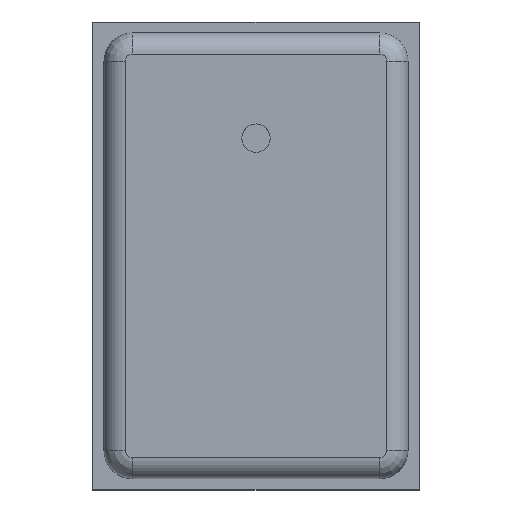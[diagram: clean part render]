
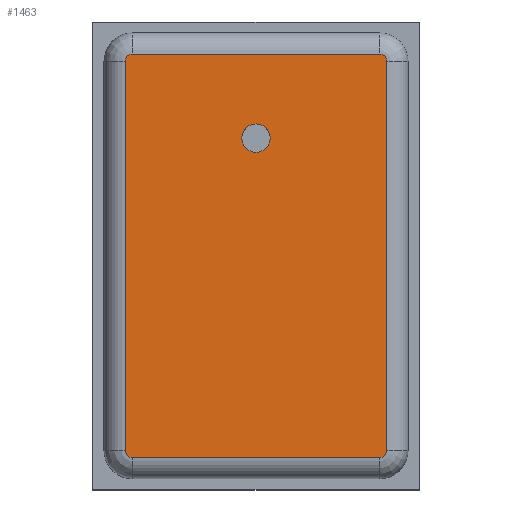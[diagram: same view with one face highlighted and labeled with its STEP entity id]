
A CAD part, top view. The second image highlights one B-rep face of the part: STEP entity #1463.
In plain terms, the highlighted planar face has unit normal (0, 0, 1).
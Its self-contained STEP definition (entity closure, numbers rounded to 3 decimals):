
#806=CARTESIAN_POINT('Vertex',(-0.872,-1.422,0.93)) ;
#813=CARTESIAN_POINT('Vertex',(0.872,-1.422,0.93)) ;
#816=CARTESIAN_POINT('Line Origine',(0.,-1.422,0.93)) ;
#843=CARTESIAN_POINT('Vertex',(0.922,-1.372,0.93)) ;
#846=CARTESIAN_POINT('Axis2P3D Location',(0.872,-1.372,0.93)) ;
#867=CARTESIAN_POINT('Vertex',(0.922,1.372,0.93)) ;
#870=CARTESIAN_POINT('Line Origine',(0.922,0.,0.93)) ;
#897=CARTESIAN_POINT('Vertex',(-0.922,-1.372,0.93)) ;
#900=CARTESIAN_POINT('Axis2P3D Location',(-0.872,-1.372,0.93)) ;
#921=CARTESIAN_POINT('Vertex',(-0.922,1.372,0.93)) ;
#924=CARTESIAN_POINT('Line Origine',(-0.922,0.,0.93)) ;
#958=CARTESIAN_POINT('Vertex',(0.872,1.422,0.93)) ;
#961=CARTESIAN_POINT('Axis2P3D Location',(0.872,1.372,0.93)) ;
#1005=CARTESIAN_POINT('Vertex',(-0.872,1.422,0.93)) ;
#1015=CARTESIAN_POINT('Axis2P3D Location',(-0.872,1.372,0.93)) ;
#1054=CARTESIAN_POINT('Line Origine',(0.,1.422,0.93)) ;
#1430=CARTESIAN_POINT('Axis2P3D Location',(0.,0.,0.93)) ;
#1445=CARTESIAN_POINT('Axis2P3D Location',(0.,0.83,0.93)) ;
#1449=CARTESIAN_POINT('Vertex',(0.1,0.83,0.93)) ;
#1451=CARTESIAN_POINT('Vertex',(-0.1,0.83,0.93)) ;
#1454=CARTESIAN_POINT('Axis2P3D Location',(0.,0.83,0.93)) ;
#817=DIRECTION('Vector Direction',(-1.,0.,0.)) ;
#847=DIRECTION('Axis2P3D Direction',(-0.,0.,1.)) ;
#871=DIRECTION('Vector Direction',(0.,-1.,0.)) ;
#901=DIRECTION('Axis2P3D Direction',(-0.,0.,1.)) ;
#925=DIRECTION('Vector Direction',(0.,1.,0.)) ;
#962=DIRECTION('Axis2P3D Direction',(0.,0.,1.)) ;
#1016=DIRECTION('Axis2P3D Direction',(0.,0.,1.)) ;
#1055=DIRECTION('Vector Direction',(1.,0.,0.)) ;
#1431=DIRECTION('Axis2P3D Direction',(0.,0.,1.)) ;
#1432=DIRECTION('Axis2P3D XDirection',(1.,0.,0.)) ;
#1446=DIRECTION('Axis2P3D Direction',(0.,0.,1.)) ;
#1455=DIRECTION('Axis2P3D Direction',(0.,0.,1.)) ;
#848=AXIS2_PLACEMENT_3D('Circle Axis2P3D',#846,#847,$) ;
#902=AXIS2_PLACEMENT_3D('Circle Axis2P3D',#900,#901,$) ;
#963=AXIS2_PLACEMENT_3D('Circle Axis2P3D',#961,#962,$) ;
#1017=AXIS2_PLACEMENT_3D('Circle Axis2P3D',#1015,#1016,$) ;
#1433=AXIS2_PLACEMENT_3D('Plane Axis2P3D',#1430,#1431,#1432) ;
#1447=AXIS2_PLACEMENT_3D('Circle Axis2P3D',#1445,#1446,$) ;
#1456=AXIS2_PLACEMENT_3D('Circle Axis2P3D',#1454,#1455,$) ;
#1436=ORIENTED_EDGE('',*,*,#874,.T.) ;
#1437=ORIENTED_EDGE('',*,*,#965,.T.) ;
#1438=ORIENTED_EDGE('',*,*,#1058,.T.) ;
#1439=ORIENTED_EDGE('',*,*,#1019,.T.) ;
#1440=ORIENTED_EDGE('',*,*,#928,.T.) ;
#1441=ORIENTED_EDGE('',*,*,#904,.T.) ;
#1442=ORIENTED_EDGE('',*,*,#820,.T.) ;
#1443=ORIENTED_EDGE('',*,*,#850,.T.) ;
#1460=ORIENTED_EDGE('',*,*,#1453,.F.) ;
#1461=ORIENTED_EDGE('',*,*,#1458,.F.) ;
#1462=FACE_BOUND('',#1459,.T.) ;
#818=VECTOR('Line Direction',#817,1.) ;
#872=VECTOR('Line Direction',#871,1.) ;
#926=VECTOR('Line Direction',#925,1.) ;
#1056=VECTOR('Line Direction',#1055,1.) ;
#1463=ADVANCED_FACE('PartBody',(#1444,#1462),#1434,.T.) ;
#849=CIRCLE('generated circle',#848,0.05) ;
#903=CIRCLE('generated circle',#902,0.05) ;
#964=CIRCLE('generated circle',#963,0.05) ;
#1018=CIRCLE('generated circle',#1017,0.05) ;
#1448=CIRCLE('generated circle',#1447,0.1) ;
#1457=CIRCLE('generated circle',#1456,0.1) ;
#820=EDGE_CURVE('',#807,#814,#819,.F.) ;
#850=EDGE_CURVE('',#814,#844,#849,.T.) ;
#874=EDGE_CURVE('',#844,#868,#873,.F.) ;
#904=EDGE_CURVE('',#898,#807,#903,.T.) ;
#928=EDGE_CURVE('',#922,#898,#927,.F.) ;
#965=EDGE_CURVE('',#868,#959,#964,.T.) ;
#1019=EDGE_CURVE('',#1006,#922,#1018,.T.) ;
#1058=EDGE_CURVE('',#959,#1006,#1057,.F.) ;
#1453=EDGE_CURVE('',#1450,#1452,#1448,.T.) ;
#1458=EDGE_CURVE('',#1452,#1450,#1457,.T.) ;
#1435=EDGE_LOOP('',(#1436,#1437,#1438,#1439,#1440,#1441,#1442,#1443)) ;
#1459=EDGE_LOOP('',(#1460,#1461)) ;
#1444=FACE_OUTER_BOUND('',#1435,.T.) ;
#819=LINE('Line',#816,#818) ;
#873=LINE('Line',#870,#872) ;
#927=LINE('Line',#924,#926) ;
#1057=LINE('Line',#1054,#1056) ;
#1434=PLANE('',#1433) ;
#807=VERTEX_POINT('',#806) ;
#814=VERTEX_POINT('',#813) ;
#844=VERTEX_POINT('',#843) ;
#868=VERTEX_POINT('',#867) ;
#898=VERTEX_POINT('',#897) ;
#922=VERTEX_POINT('',#921) ;
#959=VERTEX_POINT('',#958) ;
#1006=VERTEX_POINT('',#1005) ;
#1450=VERTEX_POINT('',#1449) ;
#1452=VERTEX_POINT('',#1451) ;
